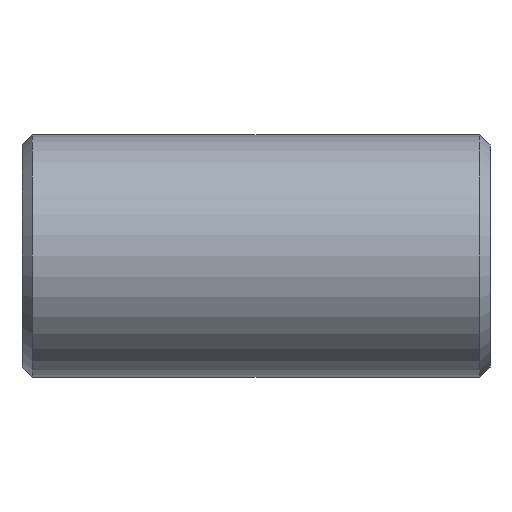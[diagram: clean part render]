
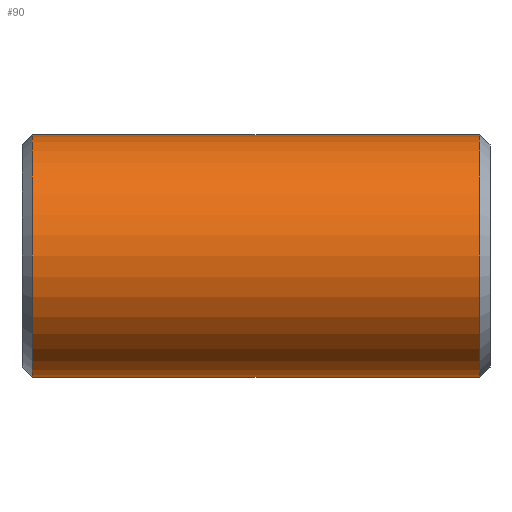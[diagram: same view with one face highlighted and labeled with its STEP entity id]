
A CAD part, front view. The second image highlights one B-rep face of the part: STEP entity #90.
In plain terms, the highlighted cylindrical face has radius 44.45 mm (diameter 88.9 mm), a partial arc.
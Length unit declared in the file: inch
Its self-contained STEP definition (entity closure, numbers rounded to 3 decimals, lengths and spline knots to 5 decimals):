
#22 = ORIENTED_EDGE ( 'NONE', *, *, #470, .T. ) ;
#28 = DIRECTION ( 'NONE',  ( -1., 0., 0. ) ) ;
#33 = CARTESIAN_POINT ( 'NONE',  ( 0., 0., 1.75 ) ) ;
#46 = VECTOR ( 'NONE', #525, 39.37008 ) ;
#67 = LINE ( 'NONE', #164, #143 ) ;
#81 = CARTESIAN_POINT ( 'NONE',  ( 3.234, 0., -1.75 ) ) ;
#90 = ADVANCED_FACE ( 'NONE', ( #180 ), #441, .T. ) ;
#99 = EDGE_CURVE ( 'NONE', #452, #107, #231, .T. ) ;
#107 = VERTEX_POINT ( 'NONE', #490 ) ;
#112 = CIRCLE ( 'NONE', #315, 1.75 ) ;
#124 = CARTESIAN_POINT ( 'NONE',  ( 3.38, 0., 0. ) ) ;
#125 = EDGE_CURVE ( 'NONE', #499, #452, #445, .T. ) ;
#142 = VECTOR ( 'NONE', #271, 39.37008 ) ;
#143 = VECTOR ( 'NONE', #293, 39.37008 ) ;
#154 = CARTESIAN_POINT ( 'NONE',  ( 0., 0., -1.75 ) ) ;
#159 = CARTESIAN_POINT ( 'NONE',  ( 3.38, 0., 1.75 ) ) ;
#160 = VECTOR ( 'NONE', #584, 39.37008 ) ;
#164 = CARTESIAN_POINT ( 'NONE',  ( 3.38, 0., 1.75 ) ) ;
#180 = FACE_OUTER_BOUND ( 'NONE', #181, .T. ) ;
#181 = EDGE_LOOP ( 'NONE', ( #364, #413, #529, #22, #589, #350 ) ) ;
#202 = CIRCLE ( 'NONE', #535, 1.75 ) ;
#223 = CARTESIAN_POINT ( 'NONE',  ( -3.234, 0., 1.75 ) ) ;
#231 = LINE ( 'NONE', #310, #142 ) ;
#263 = EDGE_CURVE ( 'NONE', #499, #368, #112, .T. ) ;
#271 = DIRECTION ( 'NONE',  ( -1., 0., 0. ) ) ;
#288 = CARTESIAN_POINT ( 'NONE',  ( 3.234, 0., 0. ) ) ;
#289 = DIRECTION ( 'NONE',  ( 0., 0., -1. ) ) ;
#293 = DIRECTION ( 'NONE',  ( -1., 0., 0. ) ) ;
#310 = CARTESIAN_POINT ( 'NONE',  ( 3.38, 0., -1.75 ) ) ;
#311 = CARTESIAN_POINT ( 'NONE',  ( 3.38, 0., -1.75 ) ) ;
#315 = AXIS2_PLACEMENT_3D ( 'NONE', #288, #563, #289 ) ;
#350 = ORIENTED_EDGE ( 'NONE', *, *, #99, .F. ) ;
#364 = ORIENTED_EDGE ( 'NONE', *, *, #125, .F. ) ;
#368 = VERTEX_POINT ( 'NONE', #567 ) ;
#393 = DIRECTION ( 'NONE',  ( 1., 0., 0. ) ) ;
#396 = CARTESIAN_POINT ( 'NONE',  ( -3.234, 0., 0. ) ) ;
#413 = ORIENTED_EDGE ( 'NONE', *, *, #263, .T. ) ;
#426 = EDGE_CURVE ( 'NONE', #368, #526, #515, .T. ) ;
#429 = AXIS2_PLACEMENT_3D ( 'NONE', #124, #28, #593 ) ;
#441 = CYLINDRICAL_SURFACE ( 'NONE', #429, 1.75 ) ;
#445 = LINE ( 'NONE', #311, #160 ) ;
#452 = VERTEX_POINT ( 'NONE', #154 ) ;
#461 = EDGE_CURVE ( 'NONE', #531, #107, #202, .T. ) ;
#470 = EDGE_CURVE ( 'NONE', #526, #531, #67, .T. ) ;
#490 = CARTESIAN_POINT ( 'NONE',  ( -3.234, 0., -1.75 ) ) ;
#499 = VERTEX_POINT ( 'NONE', #81 ) ;
#515 = LINE ( 'NONE', #159, #46 ) ;
#525 = DIRECTION ( 'NONE',  ( -1., 0., 0. ) ) ;
#526 = VERTEX_POINT ( 'NONE', #33 ) ;
#529 = ORIENTED_EDGE ( 'NONE', *, *, #426, .T. ) ;
#531 = VERTEX_POINT ( 'NONE', #223 ) ;
#535 = AXIS2_PLACEMENT_3D ( 'NONE', #396, #393, #576 ) ;
#563 = DIRECTION ( 'NONE',  ( -1., 0., 0. ) ) ;
#567 = CARTESIAN_POINT ( 'NONE',  ( 3.234, 0., 1.75 ) ) ;
#576 = DIRECTION ( 'NONE',  ( 0., 0., 1. ) ) ;
#584 = DIRECTION ( 'NONE',  ( -1., 0., 0. ) ) ;
#589 = ORIENTED_EDGE ( 'NONE', *, *, #461, .T. ) ;
#593 = DIRECTION ( 'NONE',  ( 0., 0., 1. ) ) ;
